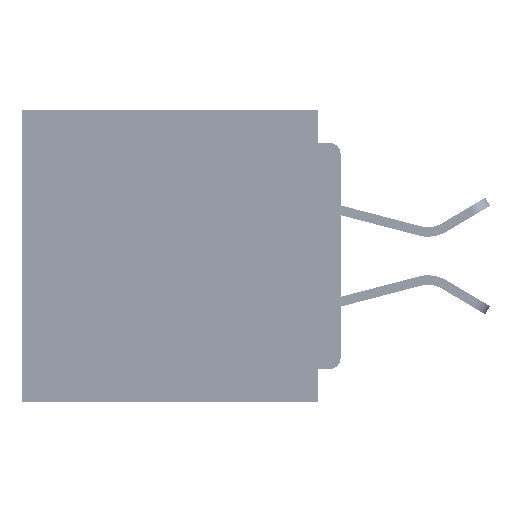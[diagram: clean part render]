
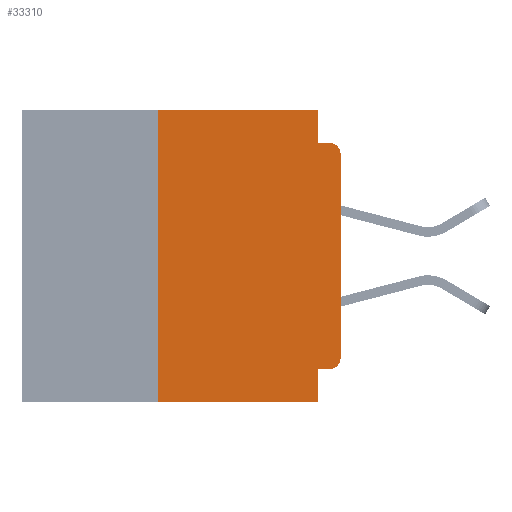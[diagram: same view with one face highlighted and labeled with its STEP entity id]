
A CAD part, left-side view. The second image highlights one B-rep face of the part: STEP entity #33310.
In plain terms, the highlighted planar face has unit normal (-1, 0, 0).
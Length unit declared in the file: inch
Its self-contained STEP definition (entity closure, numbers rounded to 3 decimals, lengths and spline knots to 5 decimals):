
#1214 = CARTESIAN_POINT ( 'NONE',  ( 0., 0., -0.06 ) ) ;
#1734 = CARTESIAN_POINT ( 'NONE',  ( 0., 0.015, -0.045 ) ) ;
#2470 = DIRECTION ( 'NONE',  ( 0., -1., 0. ) ) ;
#3200 = DIRECTION ( 'NONE',  ( 0., 0., 1. ) ) ;
#4037 = DIRECTION ( 'NONE',  ( 0., -1., 0. ) ) ;
#4366 = ORIENTED_EDGE ( 'NONE', *, *, #30526, .T. ) ;
#5118 = CARTESIAN_POINT ( 'NONE',  ( 0., 0.031, -0.355 ) ) ;
#5365 = ORIENTED_EDGE ( 'NONE', *, *, #46629, .F. ) ;
#6303 = CARTESIAN_POINT ( 'NONE',  ( 0., 0.031, -0.4 ) ) ;
#6600 = VERTEX_POINT ( 'NONE', #20554 ) ;
#7058 = VERTEX_POINT ( 'NONE', #19486 ) ;
#9191 = VECTOR ( 'NONE', #42390, 39.37008 ) ;
#10061 = LINE ( 'NONE', #19955, #29900 ) ;
#10312 = DIRECTION ( 'NONE',  ( 0., 0., -1. ) ) ;
#10753 = LINE ( 'NONE', #26275, #31840 ) ;
#11752 = VERTEX_POINT ( 'NONE', #44519 ) ;
#12197 = LINE ( 'NONE', #50353, #22786 ) ;
#12416 = CARTESIAN_POINT ( 'NONE',  ( 0., 0.031, -0.4 ) ) ;
#13682 = VECTOR ( 'NONE', #10312, 39.37008 ) ;
#14041 = PLANE ( 'NONE',  #45821 ) ;
#14653 = CARTESIAN_POINT ( 'NONE',  ( 0., 0.25, -0.4 ) ) ;
#15354 = VERTEX_POINT ( 'NONE', #47297 ) ;
#17296 = ORIENTED_EDGE ( 'NONE', *, *, #39469, .F. ) ;
#17723 = CARTESIAN_POINT ( 'NONE',  ( 0., 0.015, -0.06 ) ) ;
#18527 = LINE ( 'NONE', #47538, #38330 ) ;
#19486 = CARTESIAN_POINT ( 'NONE',  ( 0., 0.031, 0. ) ) ;
#19955 = CARTESIAN_POINT ( 'NONE',  ( 0., 0.031, 0. ) ) ;
#20158 = EDGE_CURVE ( 'NONE', #15354, #6600, #50088, .T. ) ;
#20554 = CARTESIAN_POINT ( 'NONE',  ( 0., 0.25, 0. ) ) ;
#20624 = ORIENTED_EDGE ( 'NONE', *, *, #31221, .T. ) ;
#21359 = EDGE_LOOP ( 'NONE', ( #44820, #4366, #17296, #49843, #5365, #25809, #20624, #28765, #40585, #24040 ) ) ;
#21526 = CARTESIAN_POINT ( 'NONE',  ( 0., 0.015, -0.34 ) ) ;
#21739 = DIRECTION ( 'NONE',  ( 0., 0., -1. ) ) ;
#21903 = CARTESIAN_POINT ( 'NONE',  ( 0., 0.437, 0. ) ) ;
#22065 = DIRECTION ( 'NONE',  ( 0., 0., -1. ) ) ;
#22621 = LINE ( 'NONE', #46784, #42434 ) ;
#22786 = VECTOR ( 'NONE', #30465, 39.37008 ) ;
#23147 = VERTEX_POINT ( 'NONE', #24133 ) ;
#24040 = ORIENTED_EDGE ( 'NONE', *, *, #33711, .T. ) ;
#24133 = CARTESIAN_POINT ( 'NONE',  ( 0., 0.031, -0.045 ) ) ;
#25241 = AXIS2_PLACEMENT_3D ( 'NONE', #21526, #49159, #25457 ) ;
#25457 = DIRECTION ( 'NONE',  ( 0., 0., -1. ) ) ;
#25809 = ORIENTED_EDGE ( 'NONE', *, *, #20158, .F. ) ;
#26275 = CARTESIAN_POINT ( 'NONE',  ( 0., 0., -0.045 ) ) ;
#26594 = VERTEX_POINT ( 'NONE', #12416 ) ;
#27011 = DIRECTION ( 'NONE',  ( 0., 1., 0. ) ) ;
#28305 = EDGE_CURVE ( 'NONE', #7058, #23147, #10061, .T. ) ;
#28765 = ORIENTED_EDGE ( 'NONE', *, *, #44258, .F. ) ;
#29900 = VECTOR ( 'NONE', #39648, 39.37008 ) ;
#30465 = DIRECTION ( 'NONE',  ( 0., -1., 0. ) ) ;
#30526 = EDGE_CURVE ( 'NONE', #51268, #39999, #36461, .T. ) ;
#31221 = EDGE_CURVE ( 'NONE', #15354, #26594, #12197, .T. ) ;
#31840 = VECTOR ( 'NONE', #2470, 39.37008 ) ;
#32186 = EDGE_CURVE ( 'NONE', #11752, #51268, #47295, .T. ) ;
#33310 = ADVANCED_FACE ( 'NONE', ( #38501 ), #14041, .F. ) ;
#33711 = EDGE_CURVE ( 'NONE', #41238, #11752, #50196, .T. ) ;
#36461 = CIRCLE ( 'NONE', #38164, 0.015 ) ;
#36746 = VECTOR ( 'NONE', #3200, 39.37008 ) ;
#36855 = VERTEX_POINT ( 'NONE', #5118 ) ;
#38164 = AXIS2_PLACEMENT_3D ( 'NONE', #17723, #45421, #21739 ) ;
#38330 = VECTOR ( 'NONE', #4037, 39.37008 ) ;
#38501 = FACE_OUTER_BOUND ( 'NONE', #21359, .T. ) ;
#38956 = EDGE_CURVE ( 'NONE', #41238, #36855, #22621, .T. ) ;
#39469 = EDGE_CURVE ( 'NONE', #23147, #39999, #10753, .T. ) ;
#39648 = DIRECTION ( 'NONE',  ( 0., 0., -1. ) ) ;
#39999 = VERTEX_POINT ( 'NONE', #1734 ) ;
#40585 = ORIENTED_EDGE ( 'NONE', *, *, #38956, .F. ) ;
#41238 = VERTEX_POINT ( 'NONE', #47273 ) ;
#42390 = DIRECTION ( 'NONE',  ( 0., 0., 1. ) ) ;
#42434 = VECTOR ( 'NONE', #27011, 39.37008 ) ;
#44258 = EDGE_CURVE ( 'NONE', #36855, #26594, #45320, .T. ) ;
#44519 = CARTESIAN_POINT ( 'NONE',  ( 0., 0., -0.34 ) ) ;
#44820 = ORIENTED_EDGE ( 'NONE', *, *, #32186, .T. ) ;
#45320 = LINE ( 'NONE', #6303, #13682 ) ;
#45421 = DIRECTION ( 'NONE',  ( -1., 0., 0. ) ) ;
#45760 = DIRECTION ( 'NONE',  ( 1., 0., 0. ) ) ;
#45821 = AXIS2_PLACEMENT_3D ( 'NONE', #21903, #45760, #22065 ) ;
#46629 = EDGE_CURVE ( 'NONE', #6600, #7058, #18527, .T. ) ;
#46755 = CARTESIAN_POINT ( 'NONE',  ( 0., 0., 0. ) ) ;
#46784 = CARTESIAN_POINT ( 'NONE',  ( 0., 0., -0.355 ) ) ;
#47273 = CARTESIAN_POINT ( 'NONE',  ( 0., 0.015, -0.355 ) ) ;
#47295 = LINE ( 'NONE', #46755, #36746 ) ;
#47297 = CARTESIAN_POINT ( 'NONE',  ( 0., 0.25, -0.4 ) ) ;
#47538 = CARTESIAN_POINT ( 'NONE',  ( 0., 0.437, 0. ) ) ;
#49159 = DIRECTION ( 'NONE',  ( -1., 0., 0. ) ) ;
#49843 = ORIENTED_EDGE ( 'NONE', *, *, #28305, .F. ) ;
#50088 = LINE ( 'NONE', #14653, #9191 ) ;
#50196 = CIRCLE ( 'NONE', #25241, 0.015 ) ;
#50353 = CARTESIAN_POINT ( 'NONE',  ( 0., 0.437, -0.4 ) ) ;
#51268 = VERTEX_POINT ( 'NONE', #1214 ) ;
